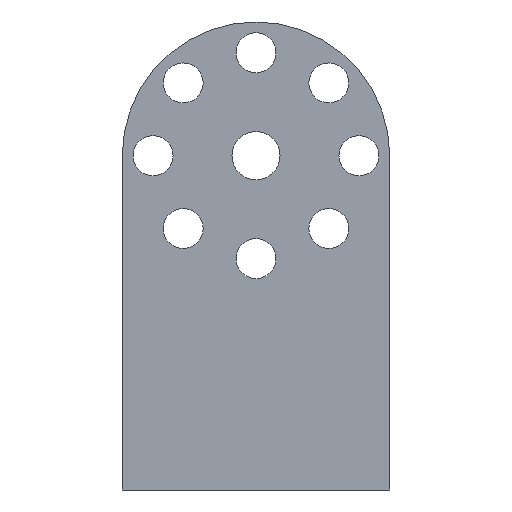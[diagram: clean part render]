
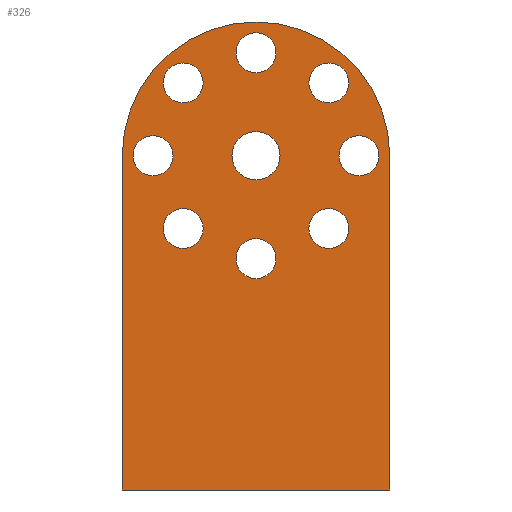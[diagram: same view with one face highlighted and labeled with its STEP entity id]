
A CAD part, left-side view. The second image highlights one B-rep face of the part: STEP entity #326.
In plain terms, the highlighted planar face has unit normal (-1, 0, 0).
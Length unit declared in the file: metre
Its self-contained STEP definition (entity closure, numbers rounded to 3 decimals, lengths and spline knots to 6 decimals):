
#28=PLANE('',#371);
#31=LINE('',#505,#41);
#34=LINE('',#515,#44);
#37=LINE('',#521,#47);
#41=VECTOR('',#408,1.);
#44=VECTOR('',#417,1.);
#47=VECTOR('',#422,1.);
#80=ORIENTED_EDGE('',*,*,#140,.F.);
#81=ORIENTED_EDGE('',*,*,#141,.F.);
#82=ORIENTED_EDGE('',*,*,#142,.F.);
#83=ORIENTED_EDGE('',*,*,#143,.F.);
#84=ORIENTED_EDGE('',*,*,#144,.F.);
#85=ORIENTED_EDGE('',*,*,#145,.F.);
#86=ORIENTED_EDGE('',*,*,#146,.F.);
#87=ORIENTED_EDGE('',*,*,#147,.F.);
#88=ORIENTED_EDGE('',*,*,#148,.F.);
#89=ORIENTED_EDGE('',*,*,#117,.F.);
#90=ORIENTED_EDGE('',*,*,#129,.F.);
#91=ORIENTED_EDGE('',*,*,#126,.F.);
#92=ORIENTED_EDGE('',*,*,#121,.T.);
#117=EDGE_CURVE('',#151,#152,#183,.T.);
#121=EDGE_CURVE('',#155,#152,#31,.T.);
#126=EDGE_CURVE('',#155,#159,#34,.T.);
#129=EDGE_CURVE('',#159,#151,#37,.T.);
#140=EDGE_CURVE('',#170,#170,#196,.F.);
#141=EDGE_CURVE('',#171,#171,#197,.F.);
#142=EDGE_CURVE('',#172,#172,#198,.F.);
#143=EDGE_CURVE('',#173,#173,#199,.F.);
#144=EDGE_CURVE('',#174,#174,#200,.F.);
#145=EDGE_CURVE('',#175,#175,#201,.F.);
#146=EDGE_CURVE('',#176,#176,#202,.F.);
#147=EDGE_CURVE('',#177,#177,#203,.F.);
#148=EDGE_CURVE('',#178,#178,#204,.F.);
#151=VERTEX_POINT('',#497);
#152=VERTEX_POINT('',#498);
#155=VERTEX_POINT('',#506);
#159=VERTEX_POINT('',#516);
#170=VERTEX_POINT('',#544);
#171=VERTEX_POINT('',#546);
#172=VERTEX_POINT('',#548);
#173=VERTEX_POINT('',#550);
#174=VERTEX_POINT('',#552);
#175=VERTEX_POINT('',#554);
#176=VERTEX_POINT('',#556);
#177=VERTEX_POINT('',#558);
#178=VERTEX_POINT('',#560);
#183=CIRCLE('',#354,0.0127);
#196=CIRCLE('',#372,0.002286);
#197=CIRCLE('',#373,0.001899);
#198=CIRCLE('',#374,0.001899);
#199=CIRCLE('',#375,0.001899);
#200=CIRCLE('',#376,0.001899);
#201=CIRCLE('',#377,0.001899);
#202=CIRCLE('',#378,0.001899);
#203=CIRCLE('',#379,0.001899);
#204=CIRCLE('',#380,0.001899);
#223=EDGE_LOOP('',(#80));
#224=EDGE_LOOP('',(#81));
#225=EDGE_LOOP('',(#82));
#226=EDGE_LOOP('',(#83));
#227=EDGE_LOOP('',(#84));
#228=EDGE_LOOP('',(#85));
#229=EDGE_LOOP('',(#86));
#230=EDGE_LOOP('',(#87));
#231=EDGE_LOOP('',(#88));
#232=EDGE_LOOP('',(#89,#90,#91,#92));
#273=FACE_BOUND('',#223,.T.);
#274=FACE_BOUND('',#224,.T.);
#275=FACE_BOUND('',#225,.T.);
#276=FACE_BOUND('',#226,.T.);
#277=FACE_BOUND('',#227,.T.);
#278=FACE_BOUND('',#228,.T.);
#279=FACE_BOUND('',#229,.T.);
#280=FACE_BOUND('',#230,.T.);
#281=FACE_BOUND('',#231,.T.);
#282=FACE_BOUND('',#232,.T.);
#326=ADVANCED_FACE('',(#273,#274,#275,#276,#277,#278,#279,#280,#281,#282),
#28,.F.);
#354=AXIS2_PLACEMENT_3D('',#496,#400,#401);
#371=AXIS2_PLACEMENT_3D('',#542,#444,#445);
#372=AXIS2_PLACEMENT_3D('',#543,#446,#447);
#373=AXIS2_PLACEMENT_3D('',#545,#448,#449);
#374=AXIS2_PLACEMENT_3D('',#547,#450,#451);
#375=AXIS2_PLACEMENT_3D('',#549,#452,#453);
#376=AXIS2_PLACEMENT_3D('',#551,#454,#455);
#377=AXIS2_PLACEMENT_3D('',#553,#456,#457);
#378=AXIS2_PLACEMENT_3D('',#555,#458,#459);
#379=AXIS2_PLACEMENT_3D('',#557,#460,#461);
#380=AXIS2_PLACEMENT_3D('',#559,#462,#463);
#400=DIRECTION('',(1.,0.,0.));
#401=DIRECTION('',(0.,0.,-1.));
#408=DIRECTION('',(0.,0.,1.));
#417=DIRECTION('',(0.,1.,0.));
#422=DIRECTION('',(0.,0.,1.));
#444=DIRECTION('',(1.,0.,0.));
#445=DIRECTION('',(0.,1.,0.));
#446=DIRECTION('',(1.,0.,0.));
#447=DIRECTION('',(0.,0.,-1.));
#448=DIRECTION('',(1.,0.,0.));
#449=DIRECTION('',(0.,0.,-1.));
#450=DIRECTION('',(1.,0.,0.));
#451=DIRECTION('',(0.,0.,-1.));
#452=DIRECTION('',(1.,0.,0.));
#453=DIRECTION('',(0.,0.,-1.));
#454=DIRECTION('',(1.,0.,0.));
#455=DIRECTION('',(0.,0.,-1.));
#456=DIRECTION('',(1.,0.,0.));
#457=DIRECTION('',(0.,0.,-1.));
#458=DIRECTION('',(1.,0.,0.));
#459=DIRECTION('',(0.,0.,-1.));
#460=DIRECTION('',(1.,0.,0.));
#461=DIRECTION('',(0.,0.,-1.));
#462=DIRECTION('',(1.,0.,0.));
#463=DIRECTION('',(0.,0.,-1.));
#496=CARTESIAN_POINT('',(0.,0.0127,0.03175));
#497=CARTESIAN_POINT('',(0.,0.0254,0.03175));
#498=CARTESIAN_POINT('',(0.,0.,0.03175));
#505=CARTESIAN_POINT('',(0.,0.,0.015875));
#506=CARTESIAN_POINT('',(0.,0.,0.));
#515=CARTESIAN_POINT('',(0.,0.0127,0.));
#516=CARTESIAN_POINT('',(0.,0.0254,0.));
#521=CARTESIAN_POINT('',(0.,0.0254,0.015875));
#542=CARTESIAN_POINT('',(0.,0.0127,0.022225));
#543=CARTESIAN_POINT('',(0.,0.0127,0.03175));
#544=CARTESIAN_POINT('',(0.,0.0127,0.029464));
#545=CARTESIAN_POINT('',(0.,0.002921,0.03175));
#546=CARTESIAN_POINT('',(0.,0.002921,0.029851));
#547=CARTESIAN_POINT('',(0.,0.019615,0.038665));
#548=CARTESIAN_POINT('',(0.,0.019615,0.036766));
#549=CARTESIAN_POINT('',(0.,0.019615,0.024835));
#550=CARTESIAN_POINT('',(0.,0.019615,0.022937));
#551=CARTESIAN_POINT('',(0.,0.005785,0.038665));
#552=CARTESIAN_POINT('',(0.,0.005785,0.036766));
#553=CARTESIAN_POINT('',(0.,0.0127,0.021971));
#554=CARTESIAN_POINT('',(0.,0.0127,0.020072));
#555=CARTESIAN_POINT('',(0.,0.005785,0.024835));
#556=CARTESIAN_POINT('',(0.,0.005785,0.022937));
#557=CARTESIAN_POINT('',(0.,0.0127,0.041529));
#558=CARTESIAN_POINT('',(0.,0.0127,0.03963));
#559=CARTESIAN_POINT('',(0.,0.022479,0.03175));
#560=CARTESIAN_POINT('',(0.,0.022479,0.029851));
